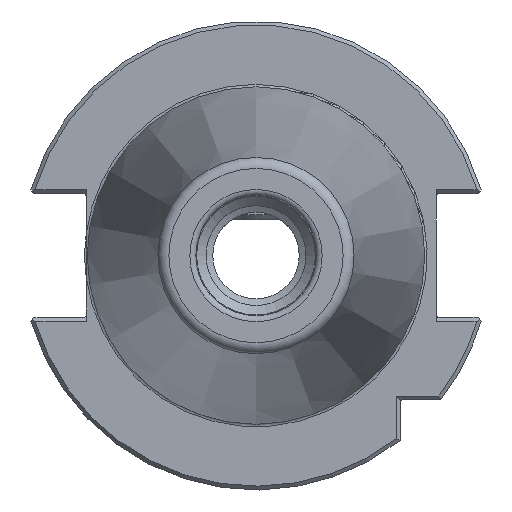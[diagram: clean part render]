
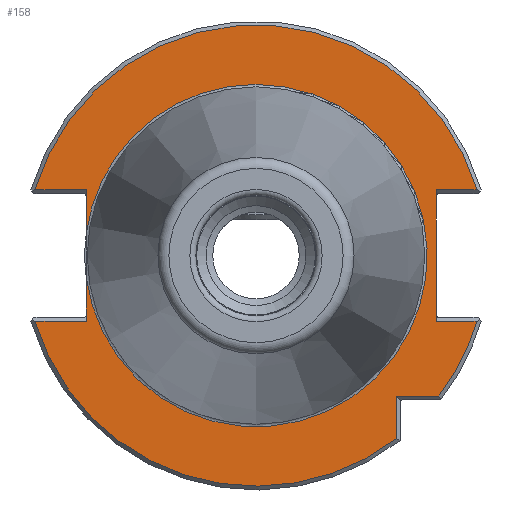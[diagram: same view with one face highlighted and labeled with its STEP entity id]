
A CAD part, left-side view. The second image highlights one B-rep face of the part: STEP entity #158.
In plain terms, the highlighted planar face has unit normal (-1, 0, 0).
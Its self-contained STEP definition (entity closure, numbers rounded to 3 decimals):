
#158 = ADVANCED_FACE( '', ( #425 ), #426, .T. );
#425 = FACE_OUTER_BOUND( '', #833, .T. );
#426 = PLANE( '', #834 );
#833 = EDGE_LOOP( '', ( #1248, #1249, #1250, #1251, #1252, #1253, #1254, #1255, #1256, #1257, #1258, #1259, #1260 ) );
#834 = AXIS2_PLACEMENT_3D( '', #1261, #1262, #1263 );
#1248 = ORIENTED_EDGE( '', *, *, #2247, .T. );
#1249 = ORIENTED_EDGE( '', *, *, #2248, .T. );
#1250 = ORIENTED_EDGE( '', *, *, #2249, .F. );
#1251 = ORIENTED_EDGE( '', *, *, #2250, .T. );
#1252 = ORIENTED_EDGE( '', *, *, #2251, .T. );
#1253 = ORIENTED_EDGE( '', *, *, #2252, .T. );
#1254 = ORIENTED_EDGE( '', *, *, #2253, .F. );
#1255 = ORIENTED_EDGE( '', *, *, #2254, .F. );
#1256 = ORIENTED_EDGE( '', *, *, #2255, .F. );
#1257 = ORIENTED_EDGE( '', *, *, #2256, .T. );
#1258 = ORIENTED_EDGE( '', *, *, #2257, .T. );
#1259 = ORIENTED_EDGE( '', *, *, #2258, .T. );
#1260 = ORIENTED_EDGE( '', *, *, #2259, .T. );
#1261 = CARTESIAN_POINT( '', ( 3.2, 0., 35.591 ) );
#1262 = DIRECTION( '', ( -1., 0., 0. ) );
#1263 = DIRECTION( '', ( 0., 0., 1. ) );
#2247 = EDGE_CURVE( '', #2652, #2653, #2654, .T. );
#2248 = EDGE_CURVE( '', #2653, #2655, #2656, .T. );
#2249 = EDGE_CURVE( '', #2657, #2655, #2658, .T. );
#2250 = EDGE_CURVE( '', #2657, #2659, #2660, .T. );
#2251 = EDGE_CURVE( '', #2659, #2661, #2662, .T. );
#2252 = EDGE_CURVE( '', #2661, #2663, #2664, .T. );
#2253 = EDGE_CURVE( '', #2665, #2663, #2666, .T. );
#2254 = EDGE_CURVE( '', #2667, #2665, #2668, .T. );
#2255 = EDGE_CURVE( '', #2669, #2667, #2670, .T. );
#2256 = EDGE_CURVE( '', #2669, #2671, #2672, .T. );
#2257 = EDGE_CURVE( '', #2671, #2673, #2674, .T. );
#2258 = EDGE_CURVE( '', #2673, #2675, #2676, .T. );
#2259 = EDGE_CURVE( '', #2675, #2652, #2677, .T. );
#2652 = VERTEX_POINT( '', #3313 );
#2653 = VERTEX_POINT( '', #3314 );
#2654 = CIRCLE( '', #3315, 47.95 );
#2655 = VERTEX_POINT( '', #3316 );
#2656 = LINE( '', #3317, #3318 );
#2657 = VERTEX_POINT( '', #3319 );
#2658 = LINE( '', #3320, #3321 );
#2659 = VERTEX_POINT( '', #3322 );
#2660 = LINE( '', #3323, #3324 );
#2661 = VERTEX_POINT( '', #3325 );
#2662 = CIRCLE( '', #3326, 47.95 );
#2663 = VERTEX_POINT( '', #3327 );
#2664 = LINE( '', #3328, #3329 );
#2665 = VERTEX_POINT( '', #3330 );
#2666 = LINE( '', #3331, #3332 );
#2667 = VERTEX_POINT( '', #3333 );
#2668 = CIRCLE( '', #3334, 35.591 );
#2669 = VERTEX_POINT( '', #3335 );
#2670 = LINE( '', #3336, #3337 );
#2671 = VERTEX_POINT( '', #3338 );
#2672 = LINE( '', #3339, #3340 );
#2673 = VERTEX_POINT( '', #3341 );
#2674 = CIRCLE( '', #3342, 47.95 );
#2675 = VERTEX_POINT( '', #3343 );
#2676 = LINE( '', #3344, #3345 );
#2677 = LINE( '', #3346, #3347 );
#3313 = CARTESIAN_POINT( '', ( 3.2, -38.034, -29.2 ) );
#3314 = CARTESIAN_POINT( '', ( 3.2, -45.966, -13.65 ) );
#3315 = AXIS2_PLACEMENT_3D( '', #4280, #4281, #4282 );
#3316 = CARTESIAN_POINT( '', ( 3.2, -37.5, -13.65 ) );
#3317 = CARTESIAN_POINT( '', ( 3.2, -37.5, -13.65 ) );
#3318 = VECTOR( '', #4283, 1000. );
#3319 = CARTESIAN_POINT( '', ( 3.2, -37.5, 13.65 ) );
#3320 = CARTESIAN_POINT( '', ( 3.2, -37.5, 12.85 ) );
#3321 = VECTOR( '', #4284, 1000. );
#3322 = CARTESIAN_POINT( '', ( 3.2, -45.966, 13.65 ) );
#3323 = CARTESIAN_POINT( '', ( 3.2, -47.181, 13.65 ) );
#3324 = VECTOR( '', #4285, 1000. );
#3325 = CARTESIAN_POINT( '', ( 3.2, 45.966, 13.65 ) );
#3326 = AXIS2_PLACEMENT_3D( '', #4286, #4287, #4288 );
#3327 = CARTESIAN_POINT( '', ( 3.2, 35.3, 13.65 ) );
#3328 = CARTESIAN_POINT( '', ( 3.2, 35.3, 13.65 ) );
#3329 = VECTOR( '', #4289, 1000. );
#3330 = CARTESIAN_POINT( '', ( 3.2, 35.3, 4.543 ) );
#3331 = CARTESIAN_POINT( '', ( 3.2, 35.3, -12.85 ) );
#3332 = VECTOR( '', #4290, 1000. );
#3333 = CARTESIAN_POINT( '', ( 3.2, 35.3, -4.543 ) );
#3334 = AXIS2_PLACEMENT_3D( '', #4291, #4292, #4293 );
#3335 = CARTESIAN_POINT( '', ( 3.2, 35.3, -13.65 ) );
#3336 = CARTESIAN_POINT( '', ( 3.2, 35.3, -12.85 ) );
#3337 = VECTOR( '', #4294, 1000. );
#3338 = CARTESIAN_POINT( '', ( 3.2, 45.966, -13.65 ) );
#3339 = CARTESIAN_POINT( '', ( 3.2, 47.181, -13.65 ) );
#3340 = VECTOR( '', #4295, 1000. );
#3341 = CARTESIAN_POINT( '', ( 3.2, -29.2, -38.034 ) );
#3342 = AXIS2_PLACEMENT_3D( '', #4296, #4297, #4298 );
#3343 = CARTESIAN_POINT( '', ( 3.2, -29.2, -29.2 ) );
#3344 = CARTESIAN_POINT( '', ( 3.2, -29.2, -30. ) );
#3345 = VECTOR( '', #4299, 1000. );
#3346 = CARTESIAN_POINT( '', ( 3.2, -38.616, -29.2 ) );
#3347 = VECTOR( '', #4300, 1000. );
#4280 = CARTESIAN_POINT( '', ( 3.2, 0., 0. ) );
#4281 = DIRECTION( '', ( -1., 0., 0. ) );
#4282 = DIRECTION( '', ( 0., 0., 1. ) );
#4283 = DIRECTION( '', ( 0., 1., 0. ) );
#4284 = DIRECTION( '', ( 0., 0., -1. ) );
#4285 = DIRECTION( '', ( 0., -1., 0. ) );
#4286 = CARTESIAN_POINT( '', ( 3.2, 0., 0. ) );
#4287 = DIRECTION( '', ( -1., 0., 0. ) );
#4288 = DIRECTION( '', ( 0., 0., 1. ) );
#4289 = DIRECTION( '', ( 0., -1., 0. ) );
#4290 = DIRECTION( '', ( 0., 0., 1. ) );
#4291 = CARTESIAN_POINT( '', ( 3.2, 0., 0. ) );
#4292 = DIRECTION( '', ( -1., 0., 0. ) );
#4293 = DIRECTION( '', ( 0., 0., 1. ) );
#4294 = DIRECTION( '', ( 0., 0., 1. ) );
#4295 = DIRECTION( '', ( 0., 1., 0. ) );
#4296 = CARTESIAN_POINT( '', ( 3.2, 0., 0. ) );
#4297 = DIRECTION( '', ( -1., 0., 0. ) );
#4298 = DIRECTION( '', ( 0., 0., 1. ) );
#4299 = DIRECTION( '', ( 0., 0., 1. ) );
#4300 = DIRECTION( '', ( 0., -1., 0. ) );
